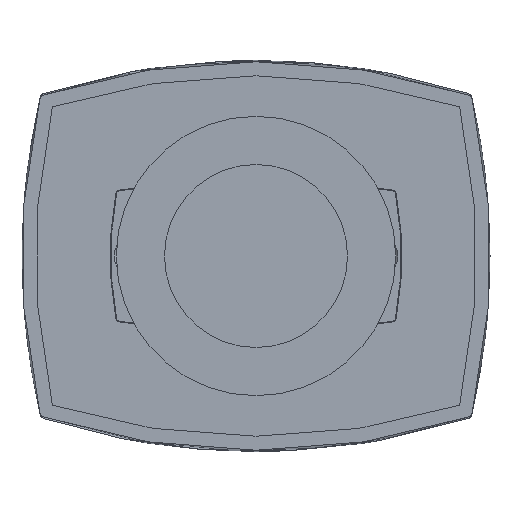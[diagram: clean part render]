
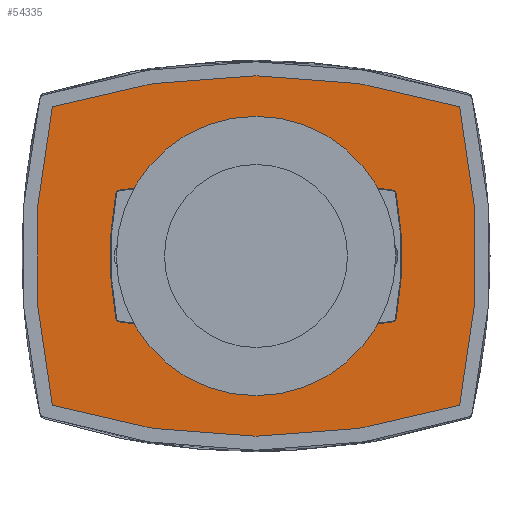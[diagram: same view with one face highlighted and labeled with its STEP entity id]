
A CAD part, front view. The second image highlights one B-rep face of the part: STEP entity #54335.
In plain terms, the highlighted planar face has unit normal (0, -1, 0).
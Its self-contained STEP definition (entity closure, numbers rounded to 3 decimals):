
#648=FACE_BOUND('',#18962,.T.);
#875=PLANE('',#57603);
#15975=FACE_OUTER_BOUND('',#18961,.T.);
#18961=EDGE_LOOP('',(#36454,#36455,#36456,#36457));
#18962=EDGE_LOOP('',(#36458,#36459,#36460,#36461,#36462,#36463,#36464,#36465));
#22138=CIRCLE('',#57568,48.4);
#22140=CIRCLE('',#57571,0.6);
#22142=CIRCLE('',#57574,98.5);
#22144=CIRCLE('',#57577,0.6);
#22146=CIRCLE('',#57580,48.4);
#22148=CIRCLE('',#57583,0.6);
#22150=CIRCLE('',#57586,98.5);
#22152=CIRCLE('',#57589,0.6);
#22154=CIRCLE('',#57592,98.);
#22156=CIRCLE('',#57595,98.);
#22158=CIRCLE('',#57598,98.);
#22160=CIRCLE('',#57601,98.);
#23212=VERTEX_POINT('',#75121);
#23213=VERTEX_POINT('',#75122);
#23216=VERTEX_POINT('',#75130);
#23218=VERTEX_POINT('',#75136);
#23220=VERTEX_POINT('',#75142);
#23222=VERTEX_POINT('',#75148);
#23224=VERTEX_POINT('',#75154);
#23226=VERTEX_POINT('',#75160);
#23228=VERTEX_POINT('',#75169);
#23229=VERTEX_POINT('',#75170);
#23232=VERTEX_POINT('',#75178);
#23234=VERTEX_POINT('',#75184);
#28437=EDGE_CURVE('',#23212,#23213,#22138,.T.);
#28441=EDGE_CURVE('',#23213,#23216,#22140,.T.);
#28444=EDGE_CURVE('',#23216,#23218,#22142,.T.);
#28447=EDGE_CURVE('',#23218,#23220,#22144,.T.);
#28450=EDGE_CURVE('',#23220,#23222,#22146,.T.);
#28453=EDGE_CURVE('',#23222,#23224,#22148,.T.);
#28456=EDGE_CURVE('',#23224,#23226,#22150,.T.);
#28459=EDGE_CURVE('',#23226,#23212,#22152,.T.);
#28461=EDGE_CURVE('',#23228,#23229,#22154,.T.);
#28465=EDGE_CURVE('',#23229,#23232,#22156,.T.);
#28468=EDGE_CURVE('',#23232,#23234,#22158,.T.);
#28471=EDGE_CURVE('',#23234,#23228,#22160,.T.);
#36454=ORIENTED_EDGE('',*,*,#28461,.F.);
#36455=ORIENTED_EDGE('',*,*,#28471,.F.);
#36456=ORIENTED_EDGE('',*,*,#28468,.F.);
#36457=ORIENTED_EDGE('',*,*,#28465,.F.);
#36458=ORIENTED_EDGE('',*,*,#28437,.T.);
#36459=ORIENTED_EDGE('',*,*,#28441,.T.);
#36460=ORIENTED_EDGE('',*,*,#28444,.T.);
#36461=ORIENTED_EDGE('',*,*,#28447,.T.);
#36462=ORIENTED_EDGE('',*,*,#28450,.T.);
#36463=ORIENTED_EDGE('',*,*,#28453,.T.);
#36464=ORIENTED_EDGE('',*,*,#28456,.T.);
#36465=ORIENTED_EDGE('',*,*,#28459,.T.);
#54335=ADVANCED_FACE('',(#15975,#648),#875,.T.);
#57568=AXIS2_PLACEMENT_3D('',#75123,#61433,#61434);
#57571=AXIS2_PLACEMENT_3D('',#75131,#61441,#61442);
#57574=AXIS2_PLACEMENT_3D('',#75137,#61448,#61449);
#57577=AXIS2_PLACEMENT_3D('',#75143,#61455,#61456);
#57580=AXIS2_PLACEMENT_3D('',#75149,#61462,#61463);
#57583=AXIS2_PLACEMENT_3D('',#75155,#61469,#61470);
#57586=AXIS2_PLACEMENT_3D('',#75161,#61476,#61477);
#57589=AXIS2_PLACEMENT_3D('',#75166,#61483,#61484);
#57592=AXIS2_PLACEMENT_3D('',#75171,#61489,#61490);
#57595=AXIS2_PLACEMENT_3D('',#75179,#61497,#61498);
#57598=AXIS2_PLACEMENT_3D('',#75185,#61504,#61505);
#57601=AXIS2_PLACEMENT_3D('',#75190,#61511,#61512);
#57603=AXIS2_PLACEMENT_3D('',#75192,#61515,#61516);
#61433=DIRECTION('center_axis',(0.,1.,0.));
#61434=DIRECTION('ref_axis',(0.983,0.,-0.185));
#61441=DIRECTION('center_axis',(0.,1.,0.));
#61442=DIRECTION('ref_axis',(0.199,0.,-0.98));
#61448=DIRECTION('center_axis',(0.,1.,0.));
#61449=DIRECTION('ref_axis',(-0.199,0.,-0.98));
#61455=DIRECTION('center_axis',(0.,1.,0.));
#61456=DIRECTION('ref_axis',(-0.983,0.,-0.185));
#61462=DIRECTION('center_axis',(0.,1.,0.));
#61463=DIRECTION('ref_axis',(-0.983,0.,0.185));
#61469=DIRECTION('center_axis',(0.,1.,0.));
#61470=DIRECTION('ref_axis',(-0.199,0.,0.98));
#61476=DIRECTION('center_axis',(0.,1.,0.));
#61477=DIRECTION('ref_axis',(0.199,0.,0.98));
#61483=DIRECTION('center_axis',(0.,1.,0.));
#61484=DIRECTION('ref_axis',(0.983,0.,0.185));
#61489=DIRECTION('center_axis',(0.,1.,0.));
#61490=DIRECTION('ref_axis',(0.976,0.,-0.218));
#61497=DIRECTION('center_axis',(0.,1.,0.));
#61498=DIRECTION('ref_axis',(-0.297,0.,-0.955));
#61504=DIRECTION('center_axis',(0.,1.,0.));
#61505=DIRECTION('ref_axis',(-0.976,0.,0.218));
#61511=DIRECTION('center_axis',(0.,1.,0.));
#61512=DIRECTION('ref_axis',(0.297,0.,0.955));
#61515=DIRECTION('center_axis',(0.,-1.,0.));
#61516=DIRECTION('ref_axis',(-1.,0.,0.));
#75121=CARTESIAN_POINT('',(20.064,0.,8.954));
#75122=CARTESIAN_POINT('',(20.064,0.,-8.954));
#75123=CARTESIAN_POINT('Origin',(-27.5,0.,
0.));
#75130=CARTESIAN_POINT('',(19.594,0.,-9.431));
#75131=CARTESIAN_POINT('Origin',(19.475,0.,
-8.843));
#75136=CARTESIAN_POINT('',(-19.594,0.,-9.431));
#75137=CARTESIAN_POINT('Origin',(0.,0.,
87.1));
#75142=CARTESIAN_POINT('',(-20.064,0.,-8.954));
#75143=CARTESIAN_POINT('Origin',(-19.475,0.,-8.843));
#75148=CARTESIAN_POINT('',(-20.064,0.,8.954));
#75149=CARTESIAN_POINT('Origin',(27.5,0.,0.));
#75154=CARTESIAN_POINT('',(-19.594,0.,9.431));
#75155=CARTESIAN_POINT('Origin',(-19.475,0.,
8.843));
#75160=CARTESIAN_POINT('',(19.594,0.,9.431));
#75161=CARTESIAN_POINT('Origin',(0.,0.,
-87.1));
#75166=CARTESIAN_POINT('Origin',(19.475,0.,
8.843));
#75169=CARTESIAN_POINT('',(-29.142,0.,-21.367));
#75170=CARTESIAN_POINT('',(-29.142,0.,21.367));
#75171=CARTESIAN_POINT('Origin',(66.5,0.,0.));
#75178=CARTESIAN_POINT('',(29.142,0.,21.367));
#75179=CARTESIAN_POINT('Origin',(0.,0.,
-72.2));
#75184=CARTESIAN_POINT('',(29.142,0.,-21.367));
#75185=CARTESIAN_POINT('Origin',(-66.5,0.,0.));
#75190=CARTESIAN_POINT('Origin',(0.,0.,
72.2));
#75192=CARTESIAN_POINT('Origin',(0.,0.,
0.));
